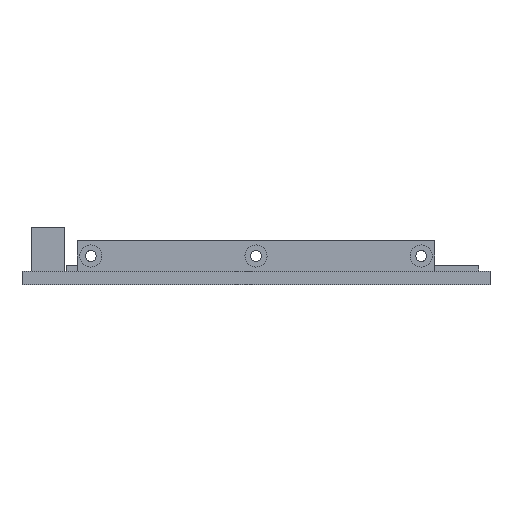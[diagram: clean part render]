
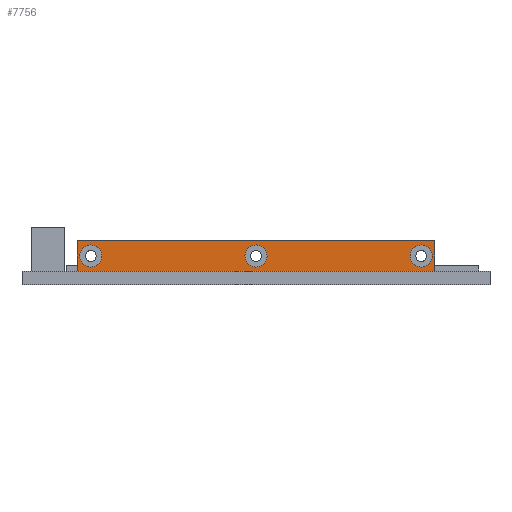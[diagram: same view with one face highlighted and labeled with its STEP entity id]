
A CAD part, front view. The second image highlights one B-rep face of the part: STEP entity #7756.
In plain terms, the highlighted planar face has unit normal (0, -1, 0).
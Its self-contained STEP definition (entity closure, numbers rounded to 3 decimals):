
#184 = PLANE('',#185);
#185 = AXIS2_PLACEMENT_3D('',#186,#187,#188);
#186 = CARTESIAN_POINT('',(-85.,-72.5,5.));
#187 = DIRECTION('',(0.,0.,-1.));
#188 = DIRECTION('',(-1.,0.,0.));
#449 = CYLINDRICAL_SURFACE('',#450,4.);
#450 = AXIS2_PLACEMENT_3D('',#451,#452,#453);
#451 = CARTESIAN_POINT('',(-60.,-67.5,10.5));
#452 = DIRECTION('',(0.,-1.,0.));
#453 = DIRECTION('',(1.,0.,0.));
#584 = CYLINDRICAL_SURFACE('',#585,4.);
#585 = AXIS2_PLACEMENT_3D('',#586,#587,#588);
#586 = CARTESIAN_POINT('',(0.,-67.5,10.5));
#587 = DIRECTION('',(0.,-1.,0.));
#588 = DIRECTION('',(1.,0.,0.));
#715 = CYLINDRICAL_SURFACE('',#716,4.);
#716 = AXIS2_PLACEMENT_3D('',#717,#718,#719);
#717 = CARTESIAN_POINT('',(60.,-67.5,10.5));
#718 = DIRECTION('',(0.,-1.,0.));
#719 = DIRECTION('',(1.,0.,0.));
#2908 = PLANE('',#2909);
#2909 = AXIS2_PLACEMENT_3D('',#2910,#2911,#2912);
#2910 = CARTESIAN_POINT('',(-65.,-58.3,16.));
#2911 = DIRECTION('',(0.,0.,1.));
#2912 = DIRECTION('',(1.,0.,0.));
#7427 = VERTEX_POINT('',#7428);
#7428 = CARTESIAN_POINT('',(-65.,-67.5,16.));
#7442 = PLANE('',#7443);
#7443 = AXIS2_PLACEMENT_3D('',#7444,#7445,#7446);
#7444 = CARTESIAN_POINT('',(-65.,-67.5,5.));
#7445 = DIRECTION('',(-1.,0.,0.));
#7446 = DIRECTION('',(0.,1.,0.));
#7454 = EDGE_CURVE('',#7455,#7427,#7457,.T.);
#7455 = VERTEX_POINT('',#7456);
#7456 = CARTESIAN_POINT('',(65.,-67.5,16.));
#7457 = SURFACE_CURVE('',#7458,(#7462,#7469),.PCURVE_S1.);
#7458 = LINE('',#7459,#7460);
#7459 = CARTESIAN_POINT('',(65.,-67.5,16.));
#7460 = VECTOR('',#7461,1.);
#7461 = DIRECTION('',(-1.,0.,0.));
#7462 = PCURVE('',#2908,#7463);
#7463 = DEFINITIONAL_REPRESENTATION('',(#7464),#7468);
#7464 = LINE('',#7465,#7466);
#7465 = CARTESIAN_POINT('',(130.,-9.2));
#7466 = VECTOR('',#7467,1.);
#7467 = DIRECTION('',(-1.,0.));
#7468 = ( GEOMETRIC_REPRESENTATION_CONTEXT(2) 
PARAMETRIC_REPRESENTATION_CONTEXT() REPRESENTATION_CONTEXT('2D SPACE',''
  ) );
#7469 = PCURVE('',#7470,#7475);
#7470 = PLANE('',#7471);
#7471 = AXIS2_PLACEMENT_3D('',#7472,#7473,#7474);
#7472 = CARTESIAN_POINT('',(65.,-67.5,5.));
#7473 = DIRECTION('',(0.,-1.,0.));
#7474 = DIRECTION('',(-1.,0.,0.));
#7475 = DEFINITIONAL_REPRESENTATION('',(#7476),#7480);
#7476 = LINE('',#7477,#7478);
#7477 = CARTESIAN_POINT('',(0.,-11.));
#7478 = VECTOR('',#7479,1.);
#7479 = DIRECTION('',(1.,0.));
#7480 = ( GEOMETRIC_REPRESENTATION_CONTEXT(2) 
PARAMETRIC_REPRESENTATION_CONTEXT() REPRESENTATION_CONTEXT('2D SPACE',''
  ) );
#7498 = PLANE('',#7499);
#7499 = AXIS2_PLACEMENT_3D('',#7500,#7501,#7502);
#7500 = CARTESIAN_POINT('',(65.,-58.3,5.));
#7501 = DIRECTION('',(1.,0.,0.));
#7502 = DIRECTION('',(0.,-1.,0.));
#7713 = EDGE_CURVE('',#7714,#7455,#7716,.T.);
#7714 = VERTEX_POINT('',#7715);
#7715 = CARTESIAN_POINT('',(65.,-67.5,5.));
#7716 = SURFACE_CURVE('',#7717,(#7721,#7728),.PCURVE_S1.);
#7717 = LINE('',#7718,#7719);
#7718 = CARTESIAN_POINT('',(65.,-67.5,5.));
#7719 = VECTOR('',#7720,1.);
#7720 = DIRECTION('',(0.,0.,1.));
#7721 = PCURVE('',#7498,#7722);
#7722 = DEFINITIONAL_REPRESENTATION('',(#7723),#7727);
#7723 = LINE('',#7724,#7725);
#7724 = CARTESIAN_POINT('',(9.2,0.));
#7725 = VECTOR('',#7726,1.);
#7726 = DIRECTION('',(0.,-1.));
#7727 = ( GEOMETRIC_REPRESENTATION_CONTEXT(2) 
PARAMETRIC_REPRESENTATION_CONTEXT() REPRESENTATION_CONTEXT('2D SPACE',''
  ) );
#7728 = PCURVE('',#7470,#7729);
#7729 = DEFINITIONAL_REPRESENTATION('',(#7730),#7734);
#7730 = LINE('',#7731,#7732);
#7731 = CARTESIAN_POINT('',(0.,-0.));
#7732 = VECTOR('',#7733,1.);
#7733 = DIRECTION('',(0.,-1.));
#7734 = ( GEOMETRIC_REPRESENTATION_CONTEXT(2) 
PARAMETRIC_REPRESENTATION_CONTEXT() REPRESENTATION_CONTEXT('2D SPACE',''
  ) );
#7756 = ADVANCED_FACE('',(#7757,#7783,#7809,#7835),#7470,.T.);
#7757 = FACE_BOUND('',#7758,.T.);
#7758 = EDGE_LOOP('',(#7759));
#7759 = ORIENTED_EDGE('',*,*,#7760,.F.);
#7760 = EDGE_CURVE('',#7761,#7761,#7763,.T.);
#7761 = VERTEX_POINT('',#7762);
#7762 = CARTESIAN_POINT('',(64.,-67.5,10.5));
#7763 = SURFACE_CURVE('',#7764,(#7769,#7776),.PCURVE_S1.);
#7764 = CIRCLE('',#7765,4.);
#7765 = AXIS2_PLACEMENT_3D('',#7766,#7767,#7768);
#7766 = CARTESIAN_POINT('',(60.,-67.5,10.5));
#7767 = DIRECTION('',(0.,-1.,0.));
#7768 = DIRECTION('',(1.,0.,0.));
#7769 = PCURVE('',#7470,#7770);
#7770 = DEFINITIONAL_REPRESENTATION('',(#7771),#7775);
#7771 = CIRCLE('',#7772,4.);
#7772 = AXIS2_PLACEMENT_2D('',#7773,#7774);
#7773 = CARTESIAN_POINT('',(5.,-5.5));
#7774 = DIRECTION('',(-1.,-0.));
#7775 = ( GEOMETRIC_REPRESENTATION_CONTEXT(2) 
PARAMETRIC_REPRESENTATION_CONTEXT() REPRESENTATION_CONTEXT('2D SPACE',''
  ) );
#7776 = PCURVE('',#715,#7777);
#7777 = DEFINITIONAL_REPRESENTATION('',(#7778),#7782);
#7778 = LINE('',#7779,#7780);
#7779 = CARTESIAN_POINT('',(0.,0.));
#7780 = VECTOR('',#7781,1.);
#7781 = DIRECTION('',(1.,0.));
#7782 = ( GEOMETRIC_REPRESENTATION_CONTEXT(2) 
PARAMETRIC_REPRESENTATION_CONTEXT() REPRESENTATION_CONTEXT('2D SPACE',''
  ) );
#7783 = FACE_BOUND('',#7784,.T.);
#7784 = EDGE_LOOP('',(#7785));
#7785 = ORIENTED_EDGE('',*,*,#7786,.F.);
#7786 = EDGE_CURVE('',#7787,#7787,#7789,.T.);
#7787 = VERTEX_POINT('',#7788);
#7788 = CARTESIAN_POINT('',(4.,-67.5,10.5));
#7789 = SURFACE_CURVE('',#7790,(#7795,#7802),.PCURVE_S1.);
#7790 = CIRCLE('',#7791,4.);
#7791 = AXIS2_PLACEMENT_3D('',#7792,#7793,#7794);
#7792 = CARTESIAN_POINT('',(0.,-67.5,10.5));
#7793 = DIRECTION('',(0.,-1.,0.));
#7794 = DIRECTION('',(1.,0.,0.));
#7795 = PCURVE('',#7470,#7796);
#7796 = DEFINITIONAL_REPRESENTATION('',(#7797),#7801);
#7797 = CIRCLE('',#7798,4.);
#7798 = AXIS2_PLACEMENT_2D('',#7799,#7800);
#7799 = CARTESIAN_POINT('',(65.,-5.5));
#7800 = DIRECTION('',(-1.,-0.));
#7801 = ( GEOMETRIC_REPRESENTATION_CONTEXT(2) 
PARAMETRIC_REPRESENTATION_CONTEXT() REPRESENTATION_CONTEXT('2D SPACE',''
  ) );
#7802 = PCURVE('',#584,#7803);
#7803 = DEFINITIONAL_REPRESENTATION('',(#7804),#7808);
#7804 = LINE('',#7805,#7806);
#7805 = CARTESIAN_POINT('',(0.,0.));
#7806 = VECTOR('',#7807,1.);
#7807 = DIRECTION('',(1.,0.));
#7808 = ( GEOMETRIC_REPRESENTATION_CONTEXT(2) 
PARAMETRIC_REPRESENTATION_CONTEXT() REPRESENTATION_CONTEXT('2D SPACE',''
  ) );
#7809 = FACE_BOUND('',#7810,.T.);
#7810 = EDGE_LOOP('',(#7811));
#7811 = ORIENTED_EDGE('',*,*,#7812,.F.);
#7812 = EDGE_CURVE('',#7813,#7813,#7815,.T.);
#7813 = VERTEX_POINT('',#7814);
#7814 = CARTESIAN_POINT('',(-56.,-67.5,10.5));
#7815 = SURFACE_CURVE('',#7816,(#7821,#7828),.PCURVE_S1.);
#7816 = CIRCLE('',#7817,4.);
#7817 = AXIS2_PLACEMENT_3D('',#7818,#7819,#7820);
#7818 = CARTESIAN_POINT('',(-60.,-67.5,10.5));
#7819 = DIRECTION('',(0.,-1.,0.));
#7820 = DIRECTION('',(1.,0.,0.));
#7821 = PCURVE('',#7470,#7822);
#7822 = DEFINITIONAL_REPRESENTATION('',(#7823),#7827);
#7823 = CIRCLE('',#7824,4.);
#7824 = AXIS2_PLACEMENT_2D('',#7825,#7826);
#7825 = CARTESIAN_POINT('',(125.,-5.5));
#7826 = DIRECTION('',(-1.,-0.));
#7827 = ( GEOMETRIC_REPRESENTATION_CONTEXT(2) 
PARAMETRIC_REPRESENTATION_CONTEXT() REPRESENTATION_CONTEXT('2D SPACE',''
  ) );
#7828 = PCURVE('',#449,#7829);
#7829 = DEFINITIONAL_REPRESENTATION('',(#7830),#7834);
#7830 = LINE('',#7831,#7832);
#7831 = CARTESIAN_POINT('',(0.,0.));
#7832 = VECTOR('',#7833,1.);
#7833 = DIRECTION('',(1.,0.));
#7834 = ( GEOMETRIC_REPRESENTATION_CONTEXT(2) 
PARAMETRIC_REPRESENTATION_CONTEXT() REPRESENTATION_CONTEXT('2D SPACE',''
  ) );
#7835 = FACE_BOUND('',#7836,.T.);
#7836 = EDGE_LOOP('',(#7837,#7838,#7839,#7862));
#7837 = ORIENTED_EDGE('',*,*,#7713,.T.);
#7838 = ORIENTED_EDGE('',*,*,#7454,.T.);
#7839 = ORIENTED_EDGE('',*,*,#7840,.F.);
#7840 = EDGE_CURVE('',#7841,#7427,#7843,.T.);
#7841 = VERTEX_POINT('',#7842);
#7842 = CARTESIAN_POINT('',(-65.,-67.5,5.));
#7843 = SURFACE_CURVE('',#7844,(#7848,#7855),.PCURVE_S1.);
#7844 = LINE('',#7845,#7846);
#7845 = CARTESIAN_POINT('',(-65.,-67.5,5.));
#7846 = VECTOR('',#7847,1.);
#7847 = DIRECTION('',(0.,0.,1.));
#7848 = PCURVE('',#7470,#7849);
#7849 = DEFINITIONAL_REPRESENTATION('',(#7850),#7854);
#7850 = LINE('',#7851,#7852);
#7851 = CARTESIAN_POINT('',(130.,0.));
#7852 = VECTOR('',#7853,1.);
#7853 = DIRECTION('',(0.,-1.));
#7854 = ( GEOMETRIC_REPRESENTATION_CONTEXT(2) 
PARAMETRIC_REPRESENTATION_CONTEXT() REPRESENTATION_CONTEXT('2D SPACE',''
  ) );
#7855 = PCURVE('',#7442,#7856);
#7856 = DEFINITIONAL_REPRESENTATION('',(#7857),#7861);
#7857 = LINE('',#7858,#7859);
#7858 = CARTESIAN_POINT('',(0.,0.));
#7859 = VECTOR('',#7860,1.);
#7860 = DIRECTION('',(0.,-1.));
#7861 = ( GEOMETRIC_REPRESENTATION_CONTEXT(2) 
PARAMETRIC_REPRESENTATION_CONTEXT() REPRESENTATION_CONTEXT('2D SPACE',''
  ) );
#7862 = ORIENTED_EDGE('',*,*,#7863,.F.);
#7863 = EDGE_CURVE('',#7714,#7841,#7864,.T.);
#7864 = SURFACE_CURVE('',#7865,(#7869,#7876),.PCURVE_S1.);
#7865 = LINE('',#7866,#7867);
#7866 = CARTESIAN_POINT('',(65.,-67.5,5.));
#7867 = VECTOR('',#7868,1.);
#7868 = DIRECTION('',(-1.,0.,0.));
#7869 = PCURVE('',#7470,#7870);
#7870 = DEFINITIONAL_REPRESENTATION('',(#7871),#7875);
#7871 = LINE('',#7872,#7873);
#7872 = CARTESIAN_POINT('',(0.,-0.));
#7873 = VECTOR('',#7874,1.);
#7874 = DIRECTION('',(1.,0.));
#7875 = ( GEOMETRIC_REPRESENTATION_CONTEXT(2) 
PARAMETRIC_REPRESENTATION_CONTEXT() REPRESENTATION_CONTEXT('2D SPACE',''
  ) );
#7876 = PCURVE('',#184,#7877);
#7877 = DEFINITIONAL_REPRESENTATION('',(#7878),#7882);
#7878 = LINE('',#7879,#7880);
#7879 = CARTESIAN_POINT('',(-150.,5.));
#7880 = VECTOR('',#7881,1.);
#7881 = DIRECTION('',(1.,0.));
#7882 = ( GEOMETRIC_REPRESENTATION_CONTEXT(2) 
PARAMETRIC_REPRESENTATION_CONTEXT() REPRESENTATION_CONTEXT('2D SPACE',''
  ) );
